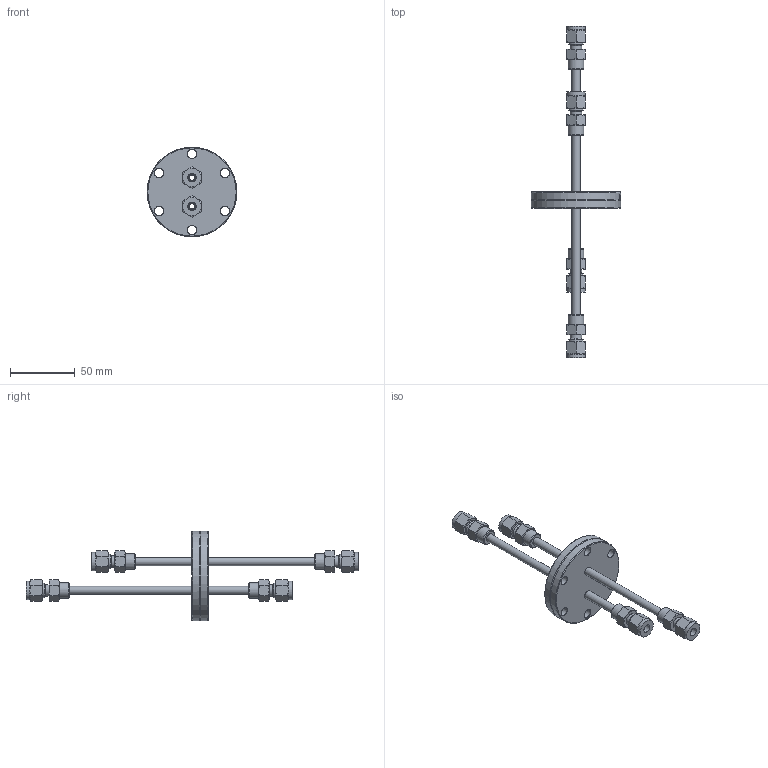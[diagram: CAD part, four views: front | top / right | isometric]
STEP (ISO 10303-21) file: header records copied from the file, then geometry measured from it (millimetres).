
FILE_DESCRIPTION(/* description */ (''),/* implementation_level */ '2;1');
FILE_NAME(/* name */ 'FL-LF2S-40CF.stp',/* time_stamp */ '2018-10-05T12:23:02+01:00',/* author */ ('paul'),/* organization */ (''),/* preprocessor_version */ 'ST-DEVELOPER v17.2',/* originating_system */ 'Autodesk Inventor 2019',/* authorisation */ '');
FILE_SCHEMA (('AUTOMOTIVE_DESIGN { 1 0 10303 214 3 1 1 }'));
Products named in the file (4): FL-LF2-40CF; 6.35 tube for tube end version; FL-40CF; SS-400-6-4W 0.25 inch Tube Socket Weld Union
Assembly tree (7 placements, depth 2):
  FL-LF2-40CF
    6.35 tube for tube end version  x2
    FL-40CF
    SS-400-6-4W 0.25 inch Tube Socket Weld Union  x4
Bounding box: 69.1 x 256.03 x 69.1 mm (x, y, z)
Volume: 63533.4 mm3; surface area: 32190.2 mm2
Topology: 7 solids, 7 shells, 342 faces, 847 edges, 546 vertices
Faces by surface type: plane 126, cone 121, cylinder 53, bspline 41, torus 1
Full cylindrical faces by diameter (mm): 3.95 x2, 4.826 x4, 6.35 x8, 6.604 x4, 6.7 x6, 8.953 x4, 11.112 x4, 12.192 x4, 14.224 x4, 48.26 x1, 69.1 x2
Entity records: 7287 total; most frequent: CARTESIAN_POINT 2798, ORIENTED_EDGE 950, DIRECTION 819, EDGE_CURVE 475, AXIS2_PLACEMENT_3D 329, VERTEX_POINT 311, EDGE_LOOP 214, FACE_OUTER_BOUND 182
